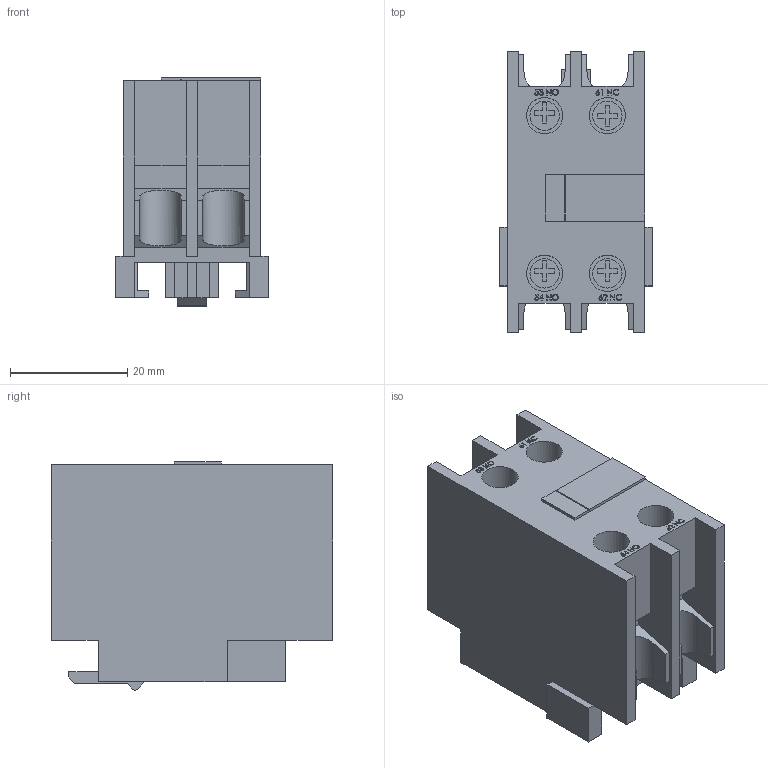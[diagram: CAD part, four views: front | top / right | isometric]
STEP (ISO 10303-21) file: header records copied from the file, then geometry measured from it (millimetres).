
FILE_DESCRIPTION (( 'STEP AP203' ), '1' );
FILE_NAME ('KPK10-11 Ïðèñòàâêà ÏÊÈ-11 äîï. êîíòàêòû 1ç+1ð ÈÝÊ.STEP', '2017-10-25T07:38:29', ( '' ), ( '' ), 'SwSTEP 2.0', 'SolidWorks 2014', '' );
FILE_SCHEMA (( 'CONFIG_CONTROL_DESIGN' ));
Length unit declared in the file: millimetre
Products named in the file (1): KPK10-11 Ïðèñòàâêà ÏÊÈ-11 äîï. êîíòàêòû 1ç+1ð ÈÝÊ
Bounding box: 26 x 48 x 39 mm (x, y, z)
Volume: 28774.7 mm3; surface area: 10542.2 mm2
Topology: 1 solids, 1 shells, 398 faces, 1081 edges, 720 vertices
Faces by surface type: plane 297, bspline 88, cylinder 13
Full cylindrical faces by diameter (mm): 5 x4, 6.2 x4
Entity records: 17684 total; most frequent: CARTESIAN_POINT 8192, ORIENTED_EDGE 2146, DIRECTION 1529, EDGE_CURVE 1073, VECTOR 871, LINE 871, VERTEX_POINT 720, EDGE_LOOP 441
